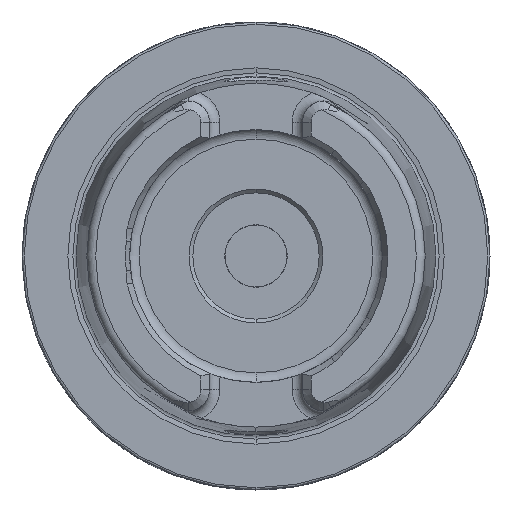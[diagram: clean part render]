
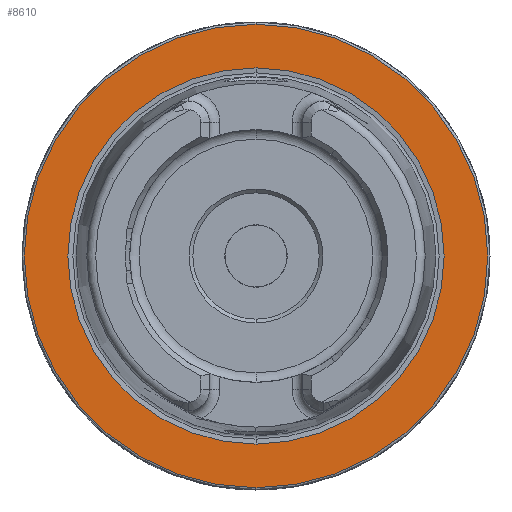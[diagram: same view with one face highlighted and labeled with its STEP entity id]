
A CAD part, left-side view. The second image highlights one B-rep face of the part: STEP entity #8610.
In plain terms, the highlighted planar face has unit normal (-1, 0, 0).
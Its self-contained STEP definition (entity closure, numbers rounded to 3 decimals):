
#931 = CARTESIAN_POINT ( 'NONE',  ( 0., 0., 31.2 ) ) ;
#932 = CARTESIAN_POINT ( 'NONE',  ( 0., 0., -31.2 ) ) ;
#936 = CARTESIAN_POINT ( 'NONE',  ( 0., 0., -25.324 ) ) ;
#937 = CARTESIAN_POINT ( 'NONE',  ( 0., 0., 25.324 ) ) ;
#3244 = EDGE_CURVE ( 'NONE', #13451, #13450, #8774, .T. ) ;
#3248 = EDGE_CURVE ( 'NONE', #13443, #13440, #8780, .T. ) ;
#3504 = EDGE_CURVE ( 'NONE', #13440, #13443, #6208, .T. ) ;
#3505 = EDGE_CURVE ( 'NONE', #13450, #13451, #6210, .T. ) ;
#4901 = DIRECTION ( 'NONE',  ( 0., 0., 1. ) ) ;
#4904 = CARTESIAN_POINT ( 'NONE',  ( 0., 0., 0. ) ) ;
#4905 = DIRECTION ( 'NONE',  ( -1., 0., 0. ) ) ;
#4916 = DIRECTION ( 'NONE',  ( 0., 0., 1. ) ) ;
#4917 = DIRECTION ( 'NONE',  ( -1., 0., 0. ) ) ;
#4918 = CARTESIAN_POINT ( 'NONE',  ( 0., 0., 0. ) ) ;
#6208 = CIRCLE ( 'NONE', #6211, 25.324 ) ;
#6210 = CIRCLE ( 'NONE', #6213, 31.2 ) ;
#6211 = AXIS2_PLACEMENT_3D ( 'NONE', #11288, #11285, #11284 ) ;
#6213 = AXIS2_PLACEMENT_3D ( 'NONE', #11283, #11282, #11281 ) ;
#8220 = DIRECTION ( 'NONE',  ( 0., 0., -1. ) ) ;
#8222 = PLANE ( 'NONE',  #8865 ) ;
#8223 = FACE_OUTER_BOUND ( 'NONE', #12600, .T. ) ;
#8225 = CARTESIAN_POINT ( 'NONE',  ( 0., 31.2, 0. ) ) ;
#8227 = DIRECTION ( 'NONE',  ( 1., 0., 0. ) ) ;
#8229 = FACE_BOUND ( 'NONE', #12661, .T. ) ;
#8610 = ADVANCED_FACE ( 'NONE', ( #8229, #8223 ), #8222, .F. ) ;
#8774 = CIRCLE ( 'NONE', #8777, 31.2 ) ;
#8777 = AXIS2_PLACEMENT_3D ( 'NONE', #4918, #4917, #4916 ) ;
#8780 = CIRCLE ( 'NONE', #8784, 25.324 ) ;
#8784 = AXIS2_PLACEMENT_3D ( 'NONE', #4904, #4905, #4901 ) ;
#8865 = AXIS2_PLACEMENT_3D ( 'NONE', #8225, #8227, #8220 ) ;
#10367 = ORIENTED_EDGE ( 'NONE', *, *, #3504, .F. ) ;
#10368 = ORIENTED_EDGE ( 'NONE', *, *, #3248, .F. ) ;
#10369 = ORIENTED_EDGE ( 'NONE', *, *, #3244, .T. ) ;
#10370 = ORIENTED_EDGE ( 'NONE', *, *, #3505, .T. ) ;
#11281 = DIRECTION ( 'NONE',  ( 0., 0., 1. ) ) ;
#11282 = DIRECTION ( 'NONE',  ( -1., 0., 0. ) ) ;
#11283 = CARTESIAN_POINT ( 'NONE',  ( 0., 0., 0. ) ) ;
#11284 = DIRECTION ( 'NONE',  ( 0., 0., 1. ) ) ;
#11285 = DIRECTION ( 'NONE',  ( -1., 0., 0. ) ) ;
#11288 = CARTESIAN_POINT ( 'NONE',  ( 0., 0., 0. ) ) ;
#12600 = EDGE_LOOP ( 'NONE', ( #10369, #10370 ) ) ;
#12661 = EDGE_LOOP ( 'NONE', ( #10367, #10368 ) ) ;
#13440 = VERTEX_POINT ( 'NONE', #937 ) ;
#13443 = VERTEX_POINT ( 'NONE', #936 ) ;
#13450 = VERTEX_POINT ( 'NONE', #932 ) ;
#13451 = VERTEX_POINT ( 'NONE', #931 ) ;
